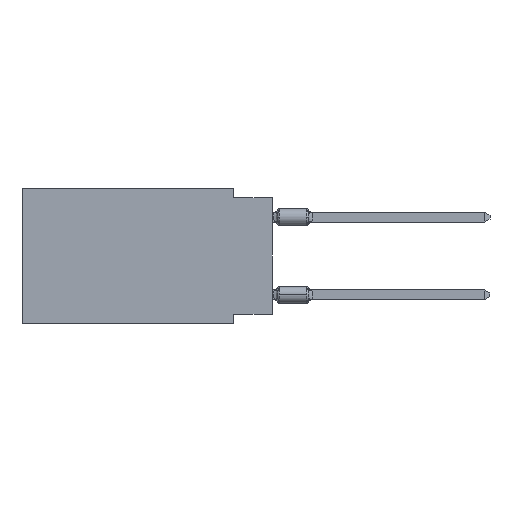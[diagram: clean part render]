
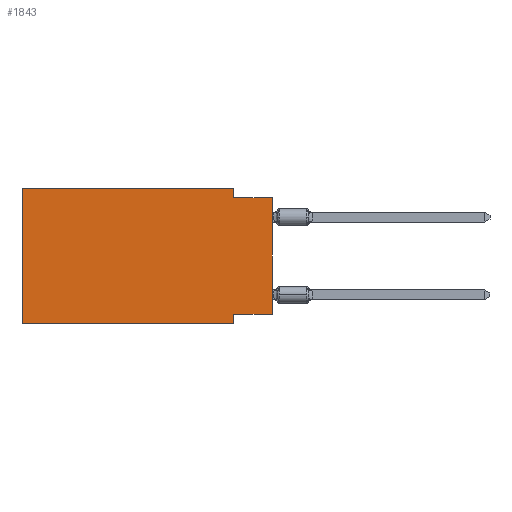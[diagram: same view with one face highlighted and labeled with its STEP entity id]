
A CAD part, left-side view. The second image highlights one B-rep face of the part: STEP entity #1843.
In plain terms, the highlighted planar face has unit normal (-1, 0, 0).
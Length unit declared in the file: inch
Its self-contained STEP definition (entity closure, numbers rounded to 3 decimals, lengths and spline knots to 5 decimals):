
#37 = ORIENTED_EDGE ( 'NONE', *, *, #1707, .F. ) ;
#171 = CARTESIAN_POINT ( 'NONE',  ( 0., 0.1, -0.025 ) ) ;
#327 = FACE_OUTER_BOUND ( 'NONE', #3098, .T. ) ;
#428 = LINE ( 'NONE', #2432, #8371 ) ;
#507 = CARTESIAN_POINT ( 'NONE',  ( 0., 0.645, -0.35 ) ) ;
#691 = VERTEX_POINT ( 'NONE', #1446 ) ;
#1347 = CARTESIAN_POINT ( 'NONE',  ( 0., 0.1, 0. ) ) ;
#1435 = PLANE ( 'NONE',  #4579 ) ;
#1446 = CARTESIAN_POINT ( 'NONE',  ( 0., 0.645, 0. ) ) ;
#1707 = EDGE_CURVE ( 'NONE', #4023, #11267, #9339, .T. ) ;
#1835 = CARTESIAN_POINT ( 'NONE',  ( 0., 0.1, -0.325 ) ) ;
#1843 = ADVANCED_FACE ( 'NONE', ( #327 ), #1435, .F. ) ;
#2294 = DIRECTION ( 'NONE',  ( 0., -1., 0. ) ) ;
#2432 = CARTESIAN_POINT ( 'NONE',  ( 0., 0., -0.025 ) ) ;
#2466 = EDGE_CURVE ( 'NONE', #691, #10423, #7326, .T. ) ;
#2477 = CARTESIAN_POINT ( 'NONE',  ( 0., 0.645, 0. ) ) ;
#2842 = VERTEX_POINT ( 'NONE', #11459 ) ;
#2883 = CARTESIAN_POINT ( 'NONE',  ( 0., 0.1, -0.35 ) ) ;
#2960 = LINE ( 'NONE', #2883, #9992 ) ;
#3098 = EDGE_LOOP ( 'NONE', ( #3840, #12883, #12071, #3648, #8713, #8616, #10848, #37 ) ) ;
#3282 = VERTEX_POINT ( 'NONE', #171 ) ;
#3517 = DIRECTION ( 'NONE',  ( 0., 0., 1. ) ) ;
#3648 = ORIENTED_EDGE ( 'NONE', *, *, #2466, .F. ) ;
#3675 = DIRECTION ( 'NONE',  ( 0., 0., 1. ) ) ;
#3840 = ORIENTED_EDGE ( 'NONE', *, *, #8317, .T. ) ;
#3853 = VECTOR ( 'NONE', #5549, 39.37008 ) ;
#4023 = VERTEX_POINT ( 'NONE', #10299 ) ;
#4212 = DIRECTION ( 'NONE',  ( 0., 0., -1. ) ) ;
#4256 = EDGE_CURVE ( 'NONE', #9894, #691, #5636, .T. ) ;
#4340 = VERTEX_POINT ( 'NONE', #11880 ) ;
#4579 = AXIS2_PLACEMENT_3D ( 'NONE', #11730, #9750, #7706 ) ;
#4915 = VECTOR ( 'NONE', #9859, 39.37008 ) ;
#5549 = DIRECTION ( 'NONE',  ( 0., 0., -1. ) ) ;
#5636 = LINE ( 'NONE', #2477, #10372 ) ;
#6591 = CARTESIAN_POINT ( 'NONE',  ( 0., 0.645, 0. ) ) ;
#6696 = EDGE_CURVE ( 'NONE', #9894, #2842, #8769, .T. ) ;
#7080 = EDGE_CURVE ( 'NONE', #3282, #4340, #428, .T. ) ;
#7326 = LINE ( 'NONE', #6591, #11765 ) ;
#7516 = VECTOR ( 'NONE', #3675, 39.37008 ) ;
#7706 = DIRECTION ( 'NONE',  ( 0., 0., -1. ) ) ;
#7885 = LINE ( 'NONE', #1347, #3853 ) ;
#7953 = CARTESIAN_POINT ( 'NONE',  ( 0., 0.1, 0. ) ) ;
#8317 = EDGE_CURVE ( 'NONE', #4023, #4340, #9911, .T. ) ;
#8371 = VECTOR ( 'NONE', #2294, 39.37008 ) ;
#8616 = ORIENTED_EDGE ( 'NONE', *, *, #6696, .T. ) ;
#8713 = ORIENTED_EDGE ( 'NONE', *, *, #4256, .F. ) ;
#8769 = LINE ( 'NONE', #507, #4915 ) ;
#9339 = LINE ( 'NONE', #11455, #10173 ) ;
#9750 = DIRECTION ( 'NONE',  ( 1., 0., 0. ) ) ;
#9818 = CARTESIAN_POINT ( 'NONE',  ( 0., 0.645, -0.35 ) ) ;
#9859 = DIRECTION ( 'NONE',  ( 0., -1., 0. ) ) ;
#9894 = VERTEX_POINT ( 'NONE', #9818 ) ;
#9911 = LINE ( 'NONE', #12981, #7516 ) ;
#9992 = VECTOR ( 'NONE', #4212, 39.37008 ) ;
#10173 = VECTOR ( 'NONE', #11587, 39.37008 ) ;
#10290 = EDGE_CURVE ( 'NONE', #10423, #3282, #7885, .T. ) ;
#10299 = CARTESIAN_POINT ( 'NONE',  ( 0., 0., -0.325 ) ) ;
#10372 = VECTOR ( 'NONE', #3517, 39.37008 ) ;
#10423 = VERTEX_POINT ( 'NONE', #7953 ) ;
#10848 = ORIENTED_EDGE ( 'NONE', *, *, #13498, .F. ) ;
#11267 = VERTEX_POINT ( 'NONE', #1835 ) ;
#11455 = CARTESIAN_POINT ( 'NONE',  ( 0., 0., -0.325 ) ) ;
#11459 = CARTESIAN_POINT ( 'NONE',  ( 0., 0.1, -0.35 ) ) ;
#11474 = DIRECTION ( 'NONE',  ( 0., -1., 0. ) ) ;
#11587 = DIRECTION ( 'NONE',  ( 0., 1., 0. ) ) ;
#11730 = CARTESIAN_POINT ( 'NONE',  ( 0., 0.645, 0. ) ) ;
#11765 = VECTOR ( 'NONE', #11474, 39.37008 ) ;
#11880 = CARTESIAN_POINT ( 'NONE',  ( 0., 0., -0.025 ) ) ;
#12071 = ORIENTED_EDGE ( 'NONE', *, *, #10290, .F. ) ;
#12883 = ORIENTED_EDGE ( 'NONE', *, *, #7080, .F. ) ;
#12981 = CARTESIAN_POINT ( 'NONE',  ( 0., 0., 0. ) ) ;
#13498 = EDGE_CURVE ( 'NONE', #11267, #2842, #2960, .T. ) ;
